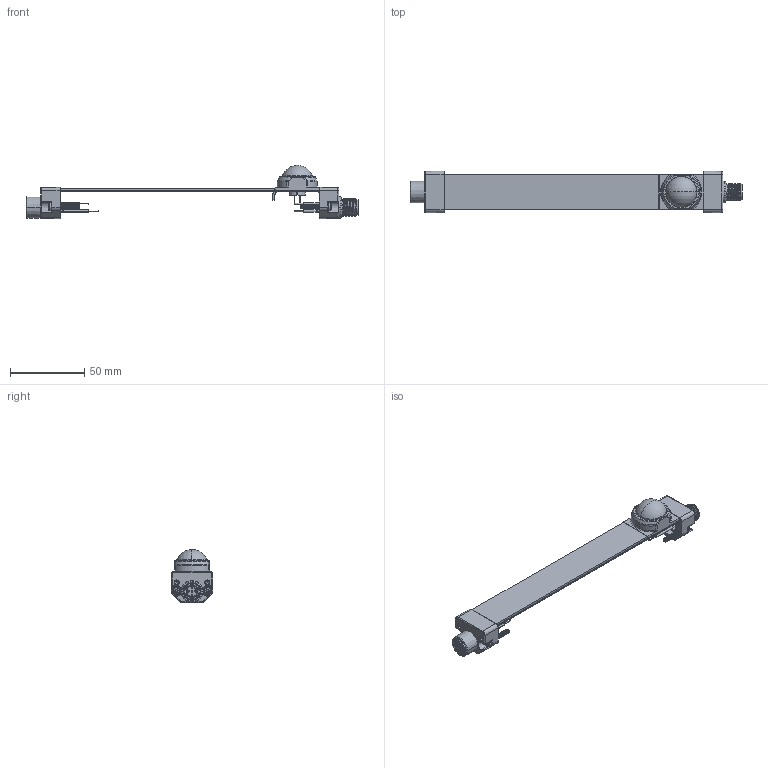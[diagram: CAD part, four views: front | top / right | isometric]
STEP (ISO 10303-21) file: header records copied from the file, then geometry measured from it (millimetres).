
FILE_DESCRIPTION((''),'2;1');
FILE_NAME('186371_ASM','2015-03-03T',('PDMAdmin'),(''),'PRO/ENGINEER BY PARAMETRIC TECHNOLOGY CORPORATION, 2013230','PRO/ENGINEER BY PARAMETRIC TECHNOLOGY CORPORATION, 2013230','');
FILE_SCHEMA(('CONFIG_CONTROL_DESIGN'));
Products named in the file (25): 157057_ASM; 139151_175MM; 183973; VZWLLD; 153773; 153079; 08427; 154142; 154143; 153820_ASM; 154110_ASM; 114466; 153080_AF0; 145997_HSG; 306-00249_AF0; 306-00249_AF1; 306-00249_AF2; 306-00249_AF3; 307-00176; 145997_AF0_ASM; 154144; 154145; 134569_AF0; 154111_ASM; 186371_ASM
Assembly tree (28 placements, depth 4):
  186371_ASM
    157057_ASM
    139151_175MM  x2
    183973
    VZWLLD
    153773
    154110_ASM
      153079
      153820_ASM
        08427
        154142
        154143
    114466  x4
    154111_ASM
      153080_AF0
      145997_AF0_ASM
        145997_HSG
        306-00249_AF0
        306-00249_AF1
        306-00249_AF2
        306-00249_AF3
        307-00176
      154144
      154145
      134569_AF0
Bounding box: 224 x 28 x 35.86 mm (x, y, z)
Volume: 20828.7 mm3; surface area: 27883.7 mm2
Topology: 23 solids, 27 shells, 2091 faces, 5454 edges, 3458 vertices
Faces by surface type: plane 743, cylinder 730, bspline 292, cone 163, torus 148, sphere 15
Entity records: 68482 total; most frequent: CARTESIAN_POINT 31137, ORIENTED_EDGE 7994, DIRECTION 7424, EDGE_CURVE 4005, AXIS2_PLACEMENT_3D 2868, VERTEX_POINT 2511, EDGE_LOOP 1690, VECTOR 1688
